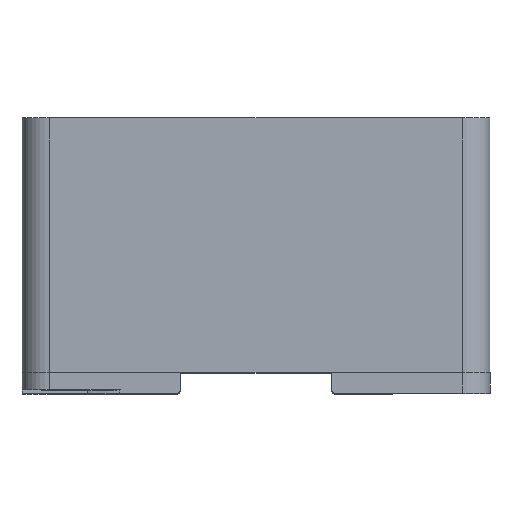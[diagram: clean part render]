
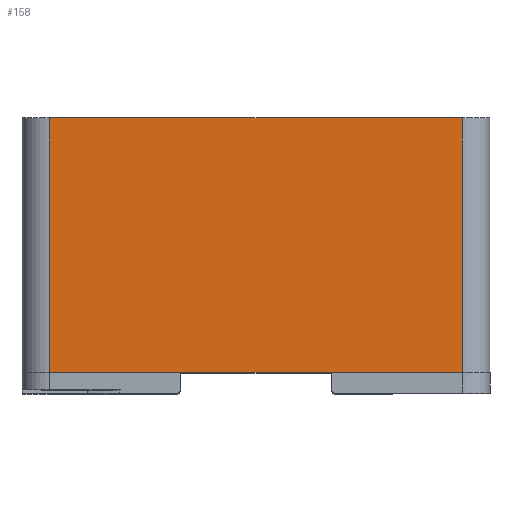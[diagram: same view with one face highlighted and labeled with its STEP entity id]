
A CAD part, top view. The second image highlights one B-rep face of the part: STEP entity #158.
In plain terms, the highlighted planar face has unit normal (0, 0, 1).
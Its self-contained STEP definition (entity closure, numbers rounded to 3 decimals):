
#27 = EDGE_LOOP ( 'NONE', ( #599, #340, #748, #938 ) ) ;
#45 = CARTESIAN_POINT ( 'NONE',  ( -3., 4., 3.4 ) ) ;
#114 = DIRECTION ( 'NONE',  ( 0., 0., 1. ) ) ;
#127 = VERTEX_POINT ( 'NONE', #228 ) ;
#158 = ADVANCED_FACE ( 'NONE', ( #1329 ), #470, .T. ) ;
#228 = CARTESIAN_POINT ( 'NONE',  ( 3., 0.3, 3.4 ) ) ;
#233 = DIRECTION ( 'NONE',  ( 1., 0., 0. ) ) ;
#287 = VECTOR ( 'NONE', #687, 1000. ) ;
#340 = ORIENTED_EDGE ( 'NONE', *, *, #577, .F. ) ;
#395 = EDGE_CURVE ( 'NONE', #2024, #127, #1942, .T. ) ;
#422 = AXIS2_PLACEMENT_3D ( 'NONE', #983, #114, #1178 ) ;
#470 = PLANE ( 'NONE',  #422 ) ;
#489 = VECTOR ( 'NONE', #1097, 1000. ) ;
#577 = EDGE_CURVE ( 'NONE', #2024, #824, #1177, .T. ) ;
#599 = ORIENTED_EDGE ( 'NONE', *, *, #2166, .F. ) ;
#636 = CARTESIAN_POINT ( 'NONE',  ( -3., 0.3, 3.4 ) ) ;
#687 = DIRECTION ( 'NONE',  ( 0., 1., 0. ) ) ;
#734 = CARTESIAN_POINT ( 'NONE',  ( -3., 0.3, 3.4 ) ) ;
#748 = ORIENTED_EDGE ( 'NONE', *, *, #395, .T. ) ;
#824 = VERTEX_POINT ( 'NONE', #1432 ) ;
#938 = ORIENTED_EDGE ( 'NONE', *, *, #2229, .T. ) ;
#983 = CARTESIAN_POINT ( 'NONE',  ( -3., 0.3, 3.4 ) ) ;
#1070 = LINE ( 'NONE', #45, #1945 ) ;
#1097 = DIRECTION ( 'NONE',  ( 1., 0., 0. ) ) ;
#1177 = LINE ( 'NONE', #1890, #287 ) ;
#1178 = DIRECTION ( 'NONE',  ( 1., 0., 0. ) ) ;
#1327 = DIRECTION ( 'NONE',  ( 0., 1., 0. ) ) ;
#1329 = FACE_OUTER_BOUND ( 'NONE', #27, .T. ) ;
#1391 = VERTEX_POINT ( 'NONE', #1673 ) ;
#1412 = VECTOR ( 'NONE', #1327, 1000. ) ;
#1432 = CARTESIAN_POINT ( 'NONE',  ( -3., 4., 3.4 ) ) ;
#1501 = LINE ( 'NONE', #2199, #1412 ) ;
#1673 = CARTESIAN_POINT ( 'NONE',  ( 3., 4., 3.4 ) ) ;
#1890 = CARTESIAN_POINT ( 'NONE',  ( -3., 0.3, 3.4 ) ) ;
#1942 = LINE ( 'NONE', #734, #489 ) ;
#1945 = VECTOR ( 'NONE', #233, 1000. ) ;
#2024 = VERTEX_POINT ( 'NONE', #636 ) ;
#2166 = EDGE_CURVE ( 'NONE', #824, #1391, #1070, .T. ) ;
#2199 = CARTESIAN_POINT ( 'NONE',  ( 3., 0.3, 3.4 ) ) ;
#2229 = EDGE_CURVE ( 'NONE', #127, #1391, #1501, .T. ) ;
